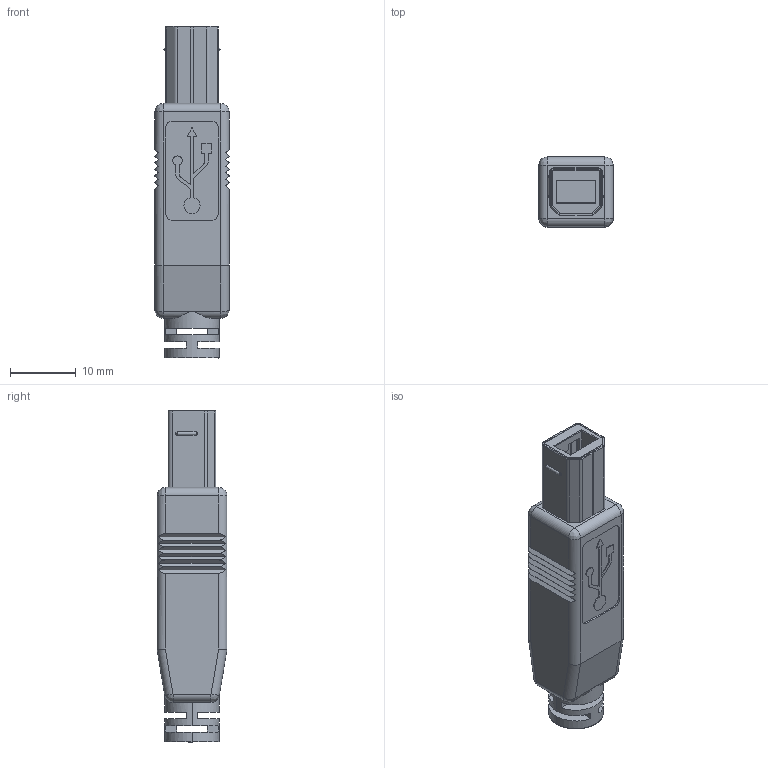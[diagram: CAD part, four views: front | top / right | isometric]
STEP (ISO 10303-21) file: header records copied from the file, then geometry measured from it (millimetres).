
FILE_DESCRIPTION (( 'STEP AP214' ), '1' );
FILE_NAME ('Direct B connector.step', '2018-12-31T17:21:28', ( '' ), ( '' ), 'SwSTEP 2.0', 'SolidWorks 2018', '' );
FILE_SCHEMA (( 'AUTOMOTIVE_DESIGN' ));
Length unit declared in the file: inch
Products named in the file (1): Direct B connector
Bounding box: 11.26 x 10.61 x 50.36 mm (x, y, z)
Volume: 4230.8 mm3; surface area: 3008.6 mm2
Topology: 1 solids, 1 shells, 236 faces, 649 edges, 412 vertices
Faces by surface type: plane 153, cylinder 59, bspline 18, cone 6
Entity records: 7688 total; most frequent: CARTESIAN_POINT 1792, ORIENTED_EDGE 1282, DIRECTION 1177, EDGE_CURVE 641, VECTOR 423, LINE 423, VERTEX_POINT 412, AXIS2_PLACEMENT_3D 377
